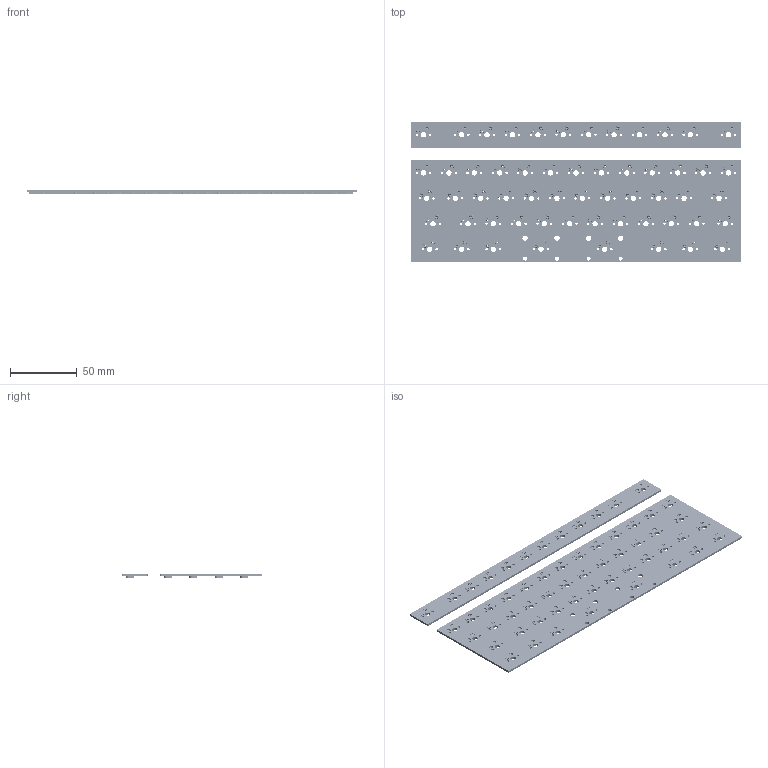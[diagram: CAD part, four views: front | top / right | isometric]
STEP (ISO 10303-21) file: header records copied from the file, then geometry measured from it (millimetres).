
FILE_DESCRIPTION(('KiCad electronic assembly'),'2;1');
FILE_NAME('KOMUAKT.step','2023-12-20T08:05:20',('Pcbnew'),('Kicad'), 'Open CASCADE STEP processor 7.7','KiCad to STEP converter','Unknown' );
FILE_SCHEMA(('AUTOMOTIVE_DESIGN { 1 0 10303 214 1 1 1 1 }'));
Length unit declared in the file: millimetre
Products named in the file (5): KOMUAKT 1; Kailh Hotswap; COMPOUND; KOMUAKT PCB1; KOMUAKT PCB2
Assembly tree (60 placements, depth 3):
  KOMUAKT 1
    Kailh Hotswap  x57
      COMPOUND
    KOMUAKT PCB1
    KOMUAKT PCB2
Bounding box: 247 x 104.5 x 3.45 mm (x, y, z)
Volume: 39762.4 mm3; surface area: 66117.5 mm2
Topology: 173 solids, 173 shells, 25148 faces, 62208 edges, 38147 vertices
Faces by surface type: plane 14994, cylinder 5708, bspline 3306, torus 570, cone 570
Full cylindrical faces by diameter (mm): 1.75 x114, 2.9 x114, 3.048 x4, 3.05 x114, 3.988 x4, 4 x57
Entity records: 57861 total; most frequent: CARTESIAN_POINT 15470, DIRECTION 7619, LINE 4423, VECTOR 4423, ORIENTED_EDGE 4240, PCURVE 4240, DEFINITIONAL_REPRESENTATION 4240, EDGE_CURVE 2120
